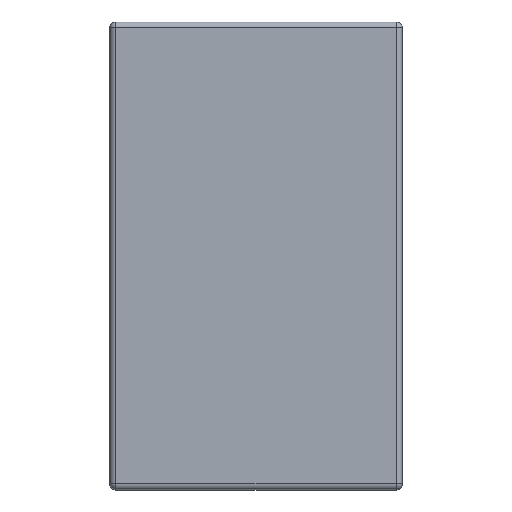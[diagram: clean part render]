
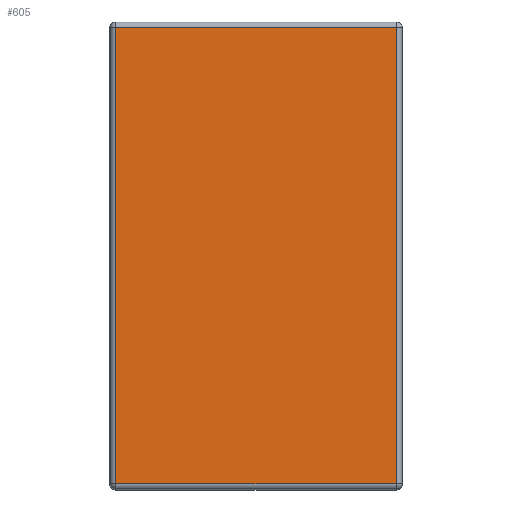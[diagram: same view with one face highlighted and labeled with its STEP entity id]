
A CAD part, top view. The second image highlights one B-rep face of the part: STEP entity #605.
In plain terms, the highlighted planar face has unit normal (0, 0, 1).
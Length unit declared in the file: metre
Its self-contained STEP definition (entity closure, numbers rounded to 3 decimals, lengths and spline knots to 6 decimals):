
#49 = DIRECTION ( 'NONE',  ( 0., -1., 0. ) ) ;
#52 = DIRECTION ( 'NONE',  ( 1., 0., 0. ) ) ;
#66 = VECTOR ( 'NONE', #288, 1. ) ;
#81 = CARTESIAN_POINT ( 'NONE',  ( -0.096877, -0.311382, 0.12 ) ) ;
#119 = CARTESIAN_POINT ( 'NONE',  ( 0.148123, -0.311382, 0.12 ) ) ;
#135 = VERTEX_POINT ( 'NONE', #237 ) ;
#140 = AXIS2_PLACEMENT_3D ( 'NONE', #320, #216, #52 ) ;
#147 = EDGE_LOOP ( 'NONE', ( #624, #705, #519, #565 ) ) ;
#206 = EDGE_CURVE ( 'NONE', #302, #673, #689, .T. ) ;
#213 = LINE ( 'NONE', #524, #66 ) ;
#214 = CARTESIAN_POINT ( 'NONE',  ( 0.143123, -0.311382, 0.12 ) ) ;
#216 = DIRECTION ( 'NONE',  ( 0., 0., 1. ) ) ;
#222 = LINE ( 'NONE', #469, #571 ) ;
#237 = CARTESIAN_POINT ( 'NONE',  ( -0.096877, 0.078618, 0.12 ) ) ;
#240 = DIRECTION ( 'NONE',  ( 1., 0., 0. ) ) ;
#267 = CARTESIAN_POINT ( 'NONE',  ( 0.143123, 0.078618, 0.12 ) ) ;
#288 = DIRECTION ( 'NONE',  ( 0., 1., 0. ) ) ;
#302 = VERTEX_POINT ( 'NONE', #81 ) ;
#313 = VECTOR ( 'NONE', #354, 1. ) ;
#320 = CARTESIAN_POINT ( 'NONE',  ( 0., 0., 0.12 ) ) ;
#354 = DIRECTION ( 'NONE',  ( -1., 0., 0. ) ) ;
#370 = PLANE ( 'NONE',  #140 ) ;
#399 = EDGE_CURVE ( 'NONE', #646, #135, #617, .T. ) ;
#411 = VECTOR ( 'NONE', #240, 1. ) ;
#469 = CARTESIAN_POINT ( 'NONE',  ( -0.096877, -0.316382, 0.12 ) ) ;
#519 = ORIENTED_EDGE ( 'NONE', *, *, #699, .T. ) ;
#524 = CARTESIAN_POINT ( 'NONE',  ( 0.143123, 0.083618, 0.12 ) ) ;
#545 = FACE_OUTER_BOUND ( 'NONE', #147, .T. ) ;
#565 = ORIENTED_EDGE ( 'NONE', *, *, #399, .T. ) ;
#571 = VECTOR ( 'NONE', #49, 1. ) ;
#605 = ADVANCED_FACE ( 'NONE', ( #545 ), #370, .T. ) ;
#613 = EDGE_CURVE ( 'NONE', #135, #302, #222, .T. ) ;
#617 = LINE ( 'NONE', #619, #313 ) ;
#619 = CARTESIAN_POINT ( 'NONE',  ( -0.101877, 0.078618, 0.12 ) ) ;
#624 = ORIENTED_EDGE ( 'NONE', *, *, #613, .T. ) ;
#646 = VERTEX_POINT ( 'NONE', #267 ) ;
#673 = VERTEX_POINT ( 'NONE', #214 ) ;
#689 = LINE ( 'NONE', #119, #411 ) ;
#699 = EDGE_CURVE ( 'NONE', #673, #646, #213, .T. ) ;
#705 = ORIENTED_EDGE ( 'NONE', *, *, #206, .T. ) ;
